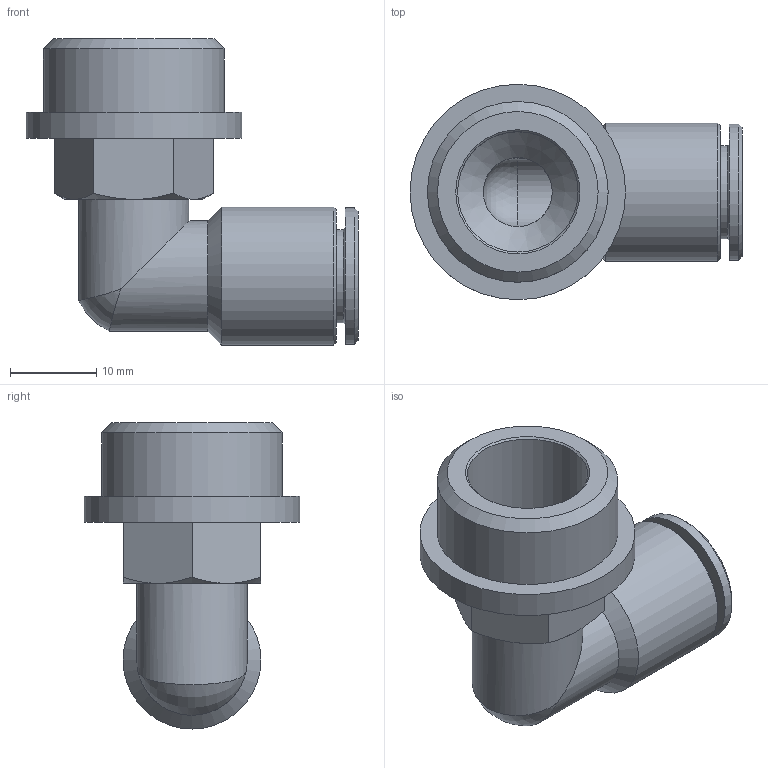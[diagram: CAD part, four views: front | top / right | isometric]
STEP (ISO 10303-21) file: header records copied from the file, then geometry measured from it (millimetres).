
FILE_DESCRIPTION(/* description */ ('STEP AP214'),/* implementation_level */ '2;1');
FILE_NAME(/* name */ '578291_NPQH-L-G12-Q10-P10',/* time_stamp */ '2024-09-13T05:17:05+02:00',/* author */ ('License CC BY-ND 4.0'),/* organization */ ('CADENAS'),/* preprocessor_version */ 'ST-DEVELOPER v19.3',/* originating_system */ 'PARTsolutions',/* authorisation */ ' ');
FILE_SCHEMA (('AUTOMOTIVE_DESIGN {1 0 10303 214 3 1 1}'));
Length unit declared in the file: millimetre
Products named in the file (1): 578291 NPQH-L-G12-Q10-P10
Bounding box: 38.5 x 25 x 35.5 mm (x, y, z)
Volume: 7044.5 mm3; surface area: 5433.6 mm2
Topology: 1 solids, 1 shells, 41 faces, 85 edges, 51 vertices
Faces by surface type: cone 14, plane 14, cylinder 11, torus 1, sphere 1
Full cylindrical faces by diameter (mm): 8 x2, 10 x1, 10.8 x1, 12.8 x2, 13.97 x1, 15.8 x1, 16 x1, 20.955 x1, 25 x1
Entity records: 990 total; most frequent: CARTESIAN_POINT 200, DIRECTION 164, ORIENTED_EDGE 120, AXIS2_PLACEMENT_3D 76, EDGE_LOOP 68, FACE_BOUND 68, EDGE_CURVE 60, VERTEX_POINT 46
